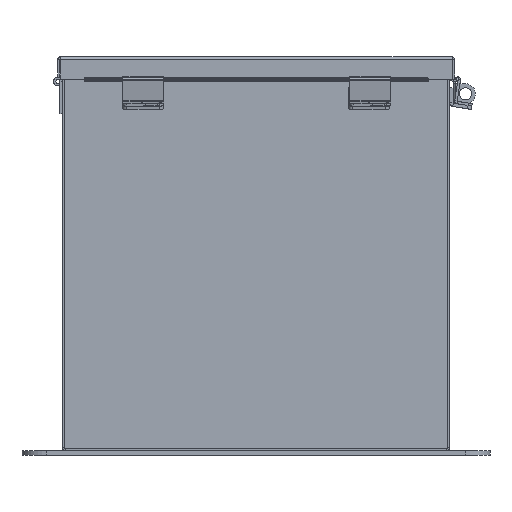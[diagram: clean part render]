
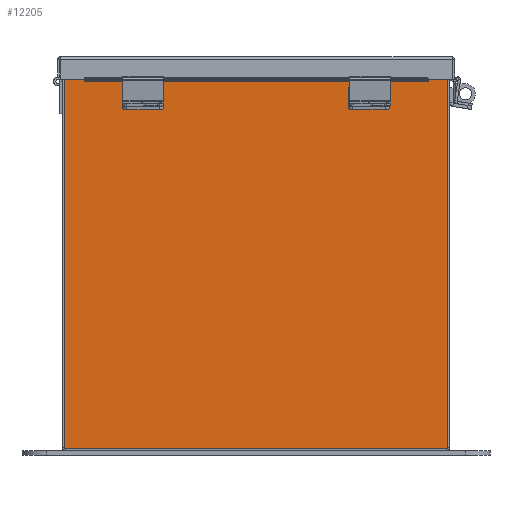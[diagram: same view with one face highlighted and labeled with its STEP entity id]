
A CAD part, front view. The second image highlights one B-rep face of the part: STEP entity #12205.
In plain terms, the highlighted face is planar.
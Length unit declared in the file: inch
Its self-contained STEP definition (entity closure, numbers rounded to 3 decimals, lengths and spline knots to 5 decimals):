
#51 = CARTESIAN_POINT ( 'NONE',  ( -5.5823, 0., 5.9123 ) ) ;
#214 = CARTESIAN_POINT ( 'NONE',  ( 5.5823, 0., 5.87495 ) ) ;
#539 = DIRECTION ( 'NONE',  ( 0., 0., 1. ) ) ;
#572 = EDGE_CURVE ( 'NONE', #10471, #17448, #17966, .T. ) ;
#682 = EDGE_LOOP ( 'NONE', ( #2908, #930, #25291, #8595, #14240, #7998, #25892, #14247, #18599, #16301, #12941, #4489 ) ) ;
#718 = DIRECTION ( 'NONE',  ( 0., 0., -1. ) ) ;
#930 = ORIENTED_EDGE ( 'NONE', *, *, #18910, .F. ) ;
#1260 = EDGE_CURVE ( 'NONE', #9568, #17448, #22047, .T. ) ;
#2195 = EDGE_CURVE ( 'NONE', #9093, #10471, #16590, .T. ) ;
#2200 = CARTESIAN_POINT ( 'NONE',  ( -5.9253, 0., 5.9253 ) ) ;
#2787 = AXIS2_PLACEMENT_3D ( 'NONE', #19343, #7202, #21405 ) ;
#2908 = ORIENTED_EDGE ( 'NONE', *, *, #1260, .F. ) ;
#3013 = DIRECTION ( 'NONE',  ( 0., 0., -1. ) ) ;
#3133 = DIRECTION ( 'NONE',  ( 0., 0., 1. ) ) ;
#3134 = VECTOR ( 'NONE', #24424, 39.37008 ) ;
#3405 = VERTEX_POINT ( 'NONE', #14385 ) ;
#4489 = ORIENTED_EDGE ( 'NONE', *, *, #572, .T. ) ;
#5098 = EDGE_CURVE ( 'NONE', #3405, #13216, #13861, .T. ) ;
#5682 = VERTEX_POINT ( 'NONE', #6208 ) ;
#5721 = EDGE_CURVE ( 'NONE', #3405, #18086, #5955, .T. ) ;
#5880 = VECTOR ( 'NONE', #539, 39.37008 ) ;
#5955 = LINE ( 'NONE', #2200, #26271 ) ;
#6208 = CARTESIAN_POINT ( 'NONE',  ( 5.5823, 0., 5.9123 ) ) ;
#6984 = CARTESIAN_POINT ( 'NONE',  ( 5.9253, 0., 5.9253 ) ) ;
#7167 = DIRECTION ( 'NONE',  ( 0., 0., 1. ) ) ;
#7202 = DIRECTION ( 'NONE',  ( 0., 1., 0. ) ) ;
#7574 = FACE_OUTER_BOUND ( 'NONE', #682, .T. ) ;
#7998 = ORIENTED_EDGE ( 'NONE', *, *, #13706, .F. ) ;
#8077 = CARTESIAN_POINT ( 'NONE',  ( 5.9253, 0., -5.9253 ) ) ;
#8114 = DIRECTION ( 'NONE',  ( 1., 0., 0. ) ) ;
#8121 = EDGE_CURVE ( 'NONE', #14833, #9093, #14107, .T. ) ;
#8161 = CARTESIAN_POINT ( 'NONE',  ( 5.61965, 0., 0. ) ) ;
#8400 = CARTESIAN_POINT ( 'NONE',  ( -5.5823, 0., 5.9123 ) ) ;
#8430 = PLANE ( 'NONE',  #23506 ) ;
#8595 = ORIENTED_EDGE ( 'NONE', *, *, #14690, .T. ) ;
#8766 = CARTESIAN_POINT ( 'NONE',  ( -5.61965, 0., 5.9253 ) ) ;
#8994 = VECTOR ( 'NONE', #24685, 39.37008 ) ;
#9093 = VERTEX_POINT ( 'NONE', #23193 ) ;
#9228 = CARTESIAN_POINT ( 'NONE',  ( 5.5823, 0., 0. ) ) ;
#9568 = VERTEX_POINT ( 'NONE', #17593 ) ;
#9699 = VERTEX_POINT ( 'NONE', #18036 ) ;
#10044 = CARTESIAN_POINT ( 'NONE',  ( -5.60098, 0., 5.87495 ) ) ;
#10303 = CARTESIAN_POINT ( 'NONE',  ( -5.9253, 0., 5.9253 ) ) ;
#10386 = CARTESIAN_POINT ( 'NONE',  ( 0., 0., 0. ) ) ;
#10471 = VERTEX_POINT ( 'NONE', #10303 ) ;
#10485 = CARTESIAN_POINT ( 'NONE',  ( -5.5823, 0., 0. ) ) ;
#10653 = CARTESIAN_POINT ( 'NONE',  ( -5.61965, 0., 0. ) ) ;
#10671 = VERTEX_POINT ( 'NONE', #8400 ) ;
#11197 = CARTESIAN_POINT ( 'NONE',  ( -5.9253, 0., 5.9253 ) ) ;
#11934 = VECTOR ( 'NONE', #13210, 39.37008 ) ;
#12071 = DIRECTION ( 'NONE',  ( 0., 0., -1. ) ) ;
#12205 = ADVANCED_FACE ( 'NONE', ( #7574 ), #8430, .F. ) ;
#12830 = DIRECTION ( 'NONE',  ( 0., -1., 0. ) ) ;
#12941 = ORIENTED_EDGE ( 'NONE', *, *, #2195, .T. ) ;
#13210 = DIRECTION ( 'NONE',  ( 1., 0., 0. ) ) ;
#13216 = VERTEX_POINT ( 'NONE', #26328 ) ;
#13706 = EDGE_CURVE ( 'NONE', #13216, #21794, #16737, .T. ) ;
#13861 = LINE ( 'NONE', #8161, #3134 ) ;
#14107 = LINE ( 'NONE', #15315, #23665 ) ;
#14240 = ORIENTED_EDGE ( 'NONE', *, *, #14359, .F. ) ;
#14247 = ORIENTED_EDGE ( 'NONE', *, *, #5721, .T. ) ;
#14359 = EDGE_CURVE ( 'NONE', #21794, #5682, #14970, .T. ) ;
#14385 = CARTESIAN_POINT ( 'NONE',  ( 5.61965, 0., 5.9253 ) ) ;
#14690 = EDGE_CURVE ( 'NONE', #10671, #5682, #24186, .T. ) ;
#14833 = VERTEX_POINT ( 'NONE', #8077 ) ;
#14970 = LINE ( 'NONE', #9228, #21025 ) ;
#15154 = CARTESIAN_POINT ( 'NONE',  ( -5.9253, 0., 5.9253 ) ) ;
#15315 = CARTESIAN_POINT ( 'NONE',  ( -5.9253, 0., -5.9253 ) ) ;
#16289 = DIRECTION ( 'NONE',  ( 1., 0., 0. ) ) ;
#16301 = ORIENTED_EDGE ( 'NONE', *, *, #8121, .T. ) ;
#16590 = LINE ( 'NONE', #15154, #26147 ) ;
#16737 = CIRCLE ( 'NONE', #2787, 0.01868 ) ;
#17448 = VERTEX_POINT ( 'NONE', #8766 ) ;
#17489 = VECTOR ( 'NONE', #8114, 39.37008 ) ;
#17593 = CARTESIAN_POINT ( 'NONE',  ( -5.61965, 0., 5.87495 ) ) ;
#17966 = LINE ( 'NONE', #11197, #11934 ) ;
#18036 = CARTESIAN_POINT ( 'NONE',  ( -5.5823, 0., 5.87495 ) ) ;
#18086 = VERTEX_POINT ( 'NONE', #6984 ) ;
#18174 = LINE ( 'NONE', #25372, #23591 ) ;
#18599 = ORIENTED_EDGE ( 'NONE', *, *, #21403, .T. ) ;
#18910 = EDGE_CURVE ( 'NONE', #9699, #9568, #19528, .T. ) ;
#19343 = CARTESIAN_POINT ( 'NONE',  ( 5.60097, 0., 5.87495 ) ) ;
#19528 = CIRCLE ( 'NONE', #21868, 0.01868 ) ;
#20654 = EDGE_CURVE ( 'NONE', #10671, #9699, #24559, .T. ) ;
#21025 = VECTOR ( 'NONE', #7167, 39.37008 ) ;
#21403 = EDGE_CURVE ( 'NONE', #18086, #14833, #18174, .T. ) ;
#21405 = DIRECTION ( 'NONE',  ( 0., 0., -1. ) ) ;
#21794 = VERTEX_POINT ( 'NONE', #214 ) ;
#21868 = AXIS2_PLACEMENT_3D ( 'NONE', #10044, #24254, #12071 ) ;
#22047 = LINE ( 'NONE', #10653, #5880 ) ;
#23193 = CARTESIAN_POINT ( 'NONE',  ( -5.9253, 0., -5.9253 ) ) ;
#23506 = AXIS2_PLACEMENT_3D ( 'NONE', #10386, #12830, #718 ) ;
#23591 = VECTOR ( 'NONE', #3013, 39.37008 ) ;
#23665 = VECTOR ( 'NONE', #25637, 39.37008 ) ;
#24186 = LINE ( 'NONE', #51, #17489 ) ;
#24254 = DIRECTION ( 'NONE',  ( 0., 1., 0. ) ) ;
#24424 = DIRECTION ( 'NONE',  ( 0., 0., -1. ) ) ;
#24559 = LINE ( 'NONE', #10485, #8994 ) ;
#24685 = DIRECTION ( 'NONE',  ( 0., 0., -1. ) ) ;
#25291 = ORIENTED_EDGE ( 'NONE', *, *, #20654, .F. ) ;
#25372 = CARTESIAN_POINT ( 'NONE',  ( 5.9253, 0., 5.9253 ) ) ;
#25637 = DIRECTION ( 'NONE',  ( -1., 0., 0. ) ) ;
#25892 = ORIENTED_EDGE ( 'NONE', *, *, #5098, .F. ) ;
#26147 = VECTOR ( 'NONE', #3133, 39.37008 ) ;
#26271 = VECTOR ( 'NONE', #16289, 39.37008 ) ;
#26328 = CARTESIAN_POINT ( 'NONE',  ( 5.61965, 0., 5.87495 ) ) ;
